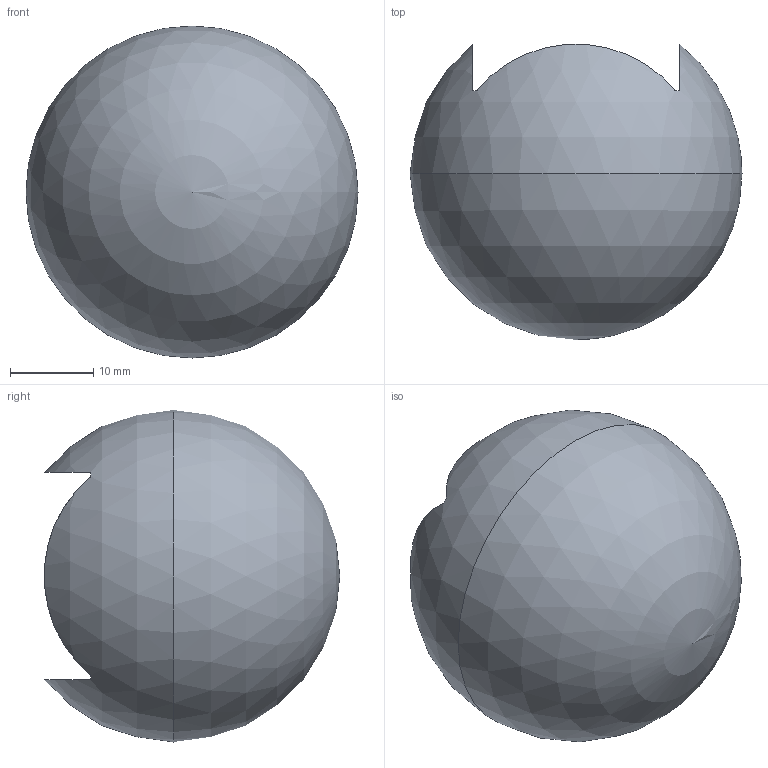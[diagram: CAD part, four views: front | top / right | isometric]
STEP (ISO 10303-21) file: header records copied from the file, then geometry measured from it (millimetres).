
FILE_DESCRIPTION (( 'STEP AP203' ), '1' );
FILE_NAME ('foot_Default_sldprt.STEP', '2018-11-21T07:48:56', ( '' ), ( '' ), 'SwSTEP 2.0', 'SolidWorks 2017', '' );
FILE_SCHEMA (( 'CONFIG_CONTROL_DESIGN' ));
Length unit declared in the file: millimetre
Products named in the file (1): foot_Default_sldprt
Bounding box: 40 x 35.61 x 40 mm (x, y, z)
Volume: 29084 mm3; surface area: 5282.8 mm2
Topology: 1 solids, 1 shells, 7 faces, 19 edges, 13 vertices
Faces by surface type: plane 5, sphere 2
Entity records: 271 total; most frequent: DIRECTION 40, CARTESIAN_POINT 32, ORIENTED_EDGE 28, AXIS2_PLACEMENT_3D 18, EDGE_CURVE 14, CIRCLE 10, VERTEX_POINT 10, PERSON_AND_ORGANIZATION 8
